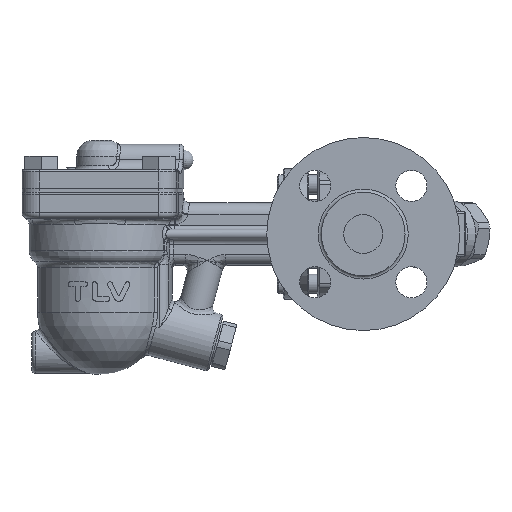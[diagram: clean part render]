
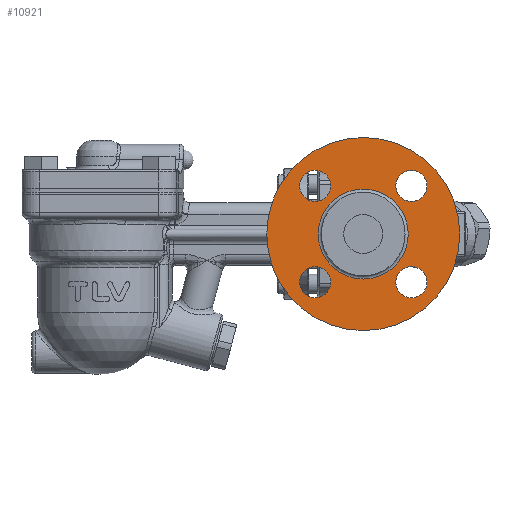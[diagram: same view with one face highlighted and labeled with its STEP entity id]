
A CAD part, front view. The second image highlights one B-rep face of the part: STEP entity #10921.
In plain terms, the highlighted planar face has unit normal (0, -1, 0).
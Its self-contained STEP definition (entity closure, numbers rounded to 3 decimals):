
#820=FACE_BOUND('',#1952,.T.);
#821=FACE_BOUND('',#1953,.T.);
#822=FACE_BOUND('',#1954,.T.);
#823=FACE_BOUND('',#1955,.T.);
#824=FACE_BOUND('',#1956,.T.);
#893=PLANE('',#11780);
#1225=FACE_OUTER_BOUND('',#1951,.T.);
#1951=EDGE_LOOP('',(#7577));
#1952=EDGE_LOOP('',(#7578));
#1953=EDGE_LOOP('',(#7579));
#1954=EDGE_LOOP('',(#7580));
#1955=EDGE_LOOP('',(#7581));
#1956=EDGE_LOOP('',(#7582,#7583));
#3918=CIRCLE('',#11773,49.5);
#3919=CIRCLE('',#11775,23.05);
#3923=CIRCLE('',#11779,23.05);
#3924=CIRCLE('',#11781,8.);
#3925=CIRCLE('',#11782,8.);
#3926=CIRCLE('',#11783,8.);
#3927=CIRCLE('',#11784,8.);
#4632=VERTEX_POINT('',#16868);
#4633=VERTEX_POINT('',#16872);
#4634=VERTEX_POINT('',#16873);
#4637=VERTEX_POINT('',#16882);
#4638=VERTEX_POINT('',#16884);
#4639=VERTEX_POINT('',#16886);
#4640=VERTEX_POINT('',#16888);
#5736=EDGE_CURVE('',#4632,#4632,#3918,.T.);
#5737=EDGE_CURVE('',#4633,#4634,#3919,.T.);
#5741=EDGE_CURVE('',#4634,#4633,#3923,.T.);
#5742=EDGE_CURVE('',#4637,#4637,#3924,.T.);
#5743=EDGE_CURVE('',#4638,#4638,#3925,.T.);
#5744=EDGE_CURVE('',#4639,#4639,#3926,.T.);
#5745=EDGE_CURVE('',#4640,#4640,#3927,.T.);
#7577=ORIENTED_EDGE('',*,*,#5736,.F.);
#7578=ORIENTED_EDGE('',*,*,#5742,.T.);
#7579=ORIENTED_EDGE('',*,*,#5743,.T.);
#7580=ORIENTED_EDGE('',*,*,#5744,.T.);
#7581=ORIENTED_EDGE('',*,*,#5745,.T.);
#7582=ORIENTED_EDGE('',*,*,#5737,.F.);
#7583=ORIENTED_EDGE('',*,*,#5741,.F.);
#10921=ADVANCED_FACE('',(#1225,#820,#821,#822,#823,#824),#893,.T.);
#11773=AXIS2_PLACEMENT_3D('',#16870,#13371,#13372);
#11775=AXIS2_PLACEMENT_3D('',#16874,#13375,#13376);
#11779=AXIS2_PLACEMENT_3D('',#16880,#13383,#13384);
#11780=AXIS2_PLACEMENT_3D('',#16881,#13385,#13386);
#11781=AXIS2_PLACEMENT_3D('',#16883,#13387,#13388);
#11782=AXIS2_PLACEMENT_3D('',#16885,#13389,#13390);
#11783=AXIS2_PLACEMENT_3D('',#16887,#13391,#13392);
#11784=AXIS2_PLACEMENT_3D('',#16889,#13393,#13394);
#13371=DIRECTION('center_axis',(0.,1.,0.));
#13372=DIRECTION('ref_axis',(1.,0.,0.));
#13375=DIRECTION('center_axis',(0.,-1.,0.));
#13376=DIRECTION('ref_axis',(1.,0.,0.));
#13383=DIRECTION('center_axis',(0.,-1.,0.));
#13384=DIRECTION('ref_axis',(1.,0.,0.));
#13385=DIRECTION('center_axis',(0.,-1.,0.));
#13386=DIRECTION('ref_axis',(-1.,0.,0.));
#13387=DIRECTION('center_axis',(0.,1.,0.));
#13388=DIRECTION('ref_axis',(1.,0.,0.));
#13389=DIRECTION('center_axis',(0.,1.,0.));
#13390=DIRECTION('ref_axis',(0.,0.,
-1.));
#13391=DIRECTION('center_axis',(0.,1.,0.));
#13392=DIRECTION('ref_axis',(-1.,0.,0.));
#13393=DIRECTION('center_axis',(0.,1.,0.));
#13394=DIRECTION('ref_axis',(0.,0.,
1.));
#16868=CARTESIAN_POINT('',(37.018,-74.362,12.));
#16870=CARTESIAN_POINT('Origin',(86.518,-74.362,12.));
#16872=CARTESIAN_POINT('',(63.468,-74.362,12.));
#16873=CARTESIAN_POINT('',(109.568,-74.362,12.));
#16874=CARTESIAN_POINT('Origin',(86.518,-74.362,12.));
#16880=CARTESIAN_POINT('Origin',(86.518,-74.362,12.));
#16881=CARTESIAN_POINT('Origin',(86.518,-74.362,12.));
#16882=CARTESIAN_POINT('',(53.84,-74.362,36.678));
#16883=CARTESIAN_POINT('Origin',(61.84,-74.362,36.678));
#16884=CARTESIAN_POINT('',(111.196,-74.362,44.678));
#16885=CARTESIAN_POINT('Origin',(111.196,-74.362,36.678));
#16886=CARTESIAN_POINT('',(119.196,-74.362,-12.678));
#16887=CARTESIAN_POINT('Origin',(111.196,-74.362,-12.678));
#16888=CARTESIAN_POINT('',(61.84,-74.362,-20.678));
#16889=CARTESIAN_POINT('Origin',(61.84,-74.362,-12.678));
